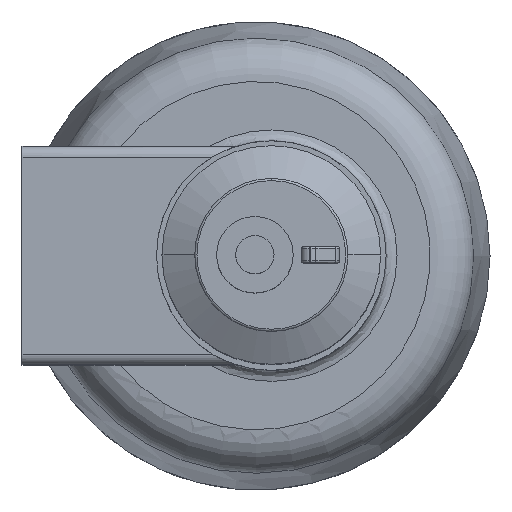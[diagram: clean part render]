
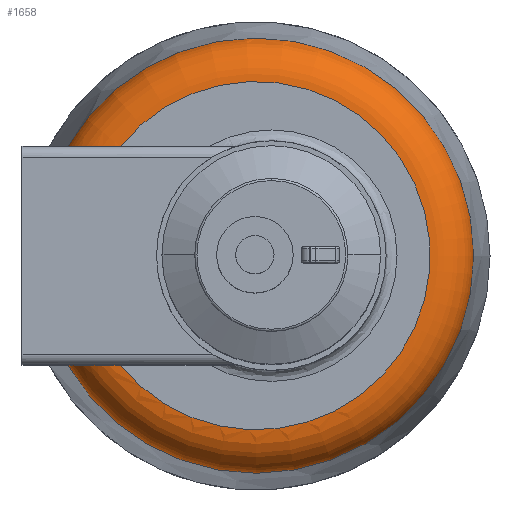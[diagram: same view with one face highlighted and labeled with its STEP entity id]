
A CAD part, top view. The second image highlights one B-rep face of the part: STEP entity #1658.
In plain terms, the highlighted toroidal (fillet/blend) face has major radius 159.286 mm and minor radius 40 mm.
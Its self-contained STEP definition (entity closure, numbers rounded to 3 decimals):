
#881=CARTESIAN_POINT('',(41.951,-100.0,34.774));
#882=VERTEX_POINT('',#881);
#896=CARTESIAN_POINT('',(90.016,-100.,70.0));
#897=VERTEX_POINT('',#896);
#898=CARTESIAN_POINT('',(90.016,-100.,70.));
#899=CARTESIAN_POINT('',(86.711,-100.,70.));
#900=CARTESIAN_POINT('',(83.091,-100.,69.737));
#901=CARTESIAN_POINT('',(75.975,-100.,68.527));
#902=CARTESIAN_POINT('',(72.478,-100.,67.577));
#903=CARTESIAN_POINT('',(66.738,-100.,65.433));
#904=CARTESIAN_POINT('',(63.931,-100.,64.125));
#905=CARTESIAN_POINT('',(58.646,-100.,60.967));
#906=CARTESIAN_POINT('',(56.171,-100.,59.113));
#907=CARTESIAN_POINT('',(52.232,-100.,55.514));
#908=CARTESIAN_POINT('',(50.364,-100.,53.485));
#909=CARTESIAN_POINT('',(47.122,-100.,49.07));
#910=CARTESIAN_POINT('',(45.749,-100.0,46.682));
#911=CARTESIAN_POINT('',(43.769,-100.,42.259));
#912=CARTESIAN_POINT('',(42.947,-100.0,39.839));
#913=CARTESIAN_POINT('',(42.224,-100.0,36.499));
#914=CARTESIAN_POINT('',(42.07,-100.0,35.635));
#915=CARTESIAN_POINT('',(41.951,-100.0,34.774));
#916=B_SPLINE_CURVE_WITH_KNOTS('',3,(#898,#899,#900,#901,#902,#903,#904,#905,#906,#907,#908,#909,#910,#911,#912,#913,#914,#915),.UNSPECIFIED.,.F.,.U.,(4,2,2,2,2,2,2,2,4),(21.166,22.158,23.15,23.996,24.843,25.597,26.351,27.051,27.292),.UNSPECIFIED.);
#917=EDGE_CURVE('',#897,#882,#916,.T.);
#1028=CARTESIAN_POINT('',(90.016,100.0,70.));
#1029=VERTEX_POINT('',#1028);
#1036=CARTESIAN_POINT('',(41.951,100.,34.774));
#1037=VERTEX_POINT('',#1036);
#1038=CARTESIAN_POINT('',(41.951,100.,34.774));
#1039=CARTESIAN_POINT('',(42.087,100.,35.753));
#1040=CARTESIAN_POINT('',(42.266,100.0,36.737));
#1041=CARTESIAN_POINT('',(43.079,100.0,40.309));
#1042=CARTESIAN_POINT('',(43.982,100.0,42.835));
#1043=CARTESIAN_POINT('',(46.16,100.0,47.452));
#1044=CARTESIAN_POINT('',(47.673,100.,49.937));
#1045=CARTESIAN_POINT('',(51.235,100.,54.494));
#1046=CARTESIAN_POINT('',(53.282,100.0,56.568));
#1047=CARTESIAN_POINT('',(57.381,100.0,60.036));
#1048=CARTESIAN_POINT('',(59.818,100.0,61.74));
#1049=CARTESIAN_POINT('',(64.983,100.0,64.64));
#1050=CARTESIAN_POINT('',(67.709,100.0,65.839));
#1051=CARTESIAN_POINT('',(73.243,100.0,67.793));
#1052=CARTESIAN_POINT('',(76.594,100.0,68.658));
#1053=CARTESIAN_POINT('',(83.403,100.0,69.76));
#1054=CARTESIAN_POINT('',(86.86,100.0,70.));
#1055=CARTESIAN_POINT('',(90.016,100.0,70.));
#1056=B_SPLINE_CURVE_WITH_KNOTS('',3,(#1038,#1039,#1040,#1041,#1042,#1043,#1044,#1045,#1046,#1047,#1048,#1049,#1050,#1051,#1052,#1053,#1054,#1055),.UNSPECIFIED.,.F.,.U.,(4,2,2,2,2,2,2,2,4),(0.459,0.734,1.469,2.266,3.063,3.877,4.69,5.637,6.584),.UNSPECIFIED.);
#1057=EDGE_CURVE('',#1037,#1029,#1056,.T.);
#1100=CARTESIAN_POINT('',(214.0,0.,70.));
#1101=DIRECTION('',(0.0,0.0,-1.0));
#1102=DIRECTION('',(-1.0,0.0,0.0));
#1103=AXIS2_PLACEMENT_3D('',#1100,#1101,#1102);
#1104=CIRCLE('',#1103,159.286);
#1105=EDGE_CURVE('',#1029,#897,#1104,.T.);
#1641=CARTESIAN_POINT('',(214.0,0.,30.0));
#1642=DIRECTION('',(0.0,0.,-1.0));
#1643=DIRECTION('',(0.0,-1.0,0.0));
#1644=AXIS2_PLACEMENT_3D('',#1641,#1642,#1643);
#1645=TOROIDAL_SURFACE('',#1644,159.286,40.);
#1646=ORIENTED_EDGE('',*,*,#917,.T.);
#1647=CARTESIAN_POINT('',(214.0,0.,34.774));
#1648=DIRECTION('',(0.0,0.0,-1.0));
#1649=DIRECTION('',(-1.0,0.0,0.0));
#1650=AXIS2_PLACEMENT_3D('',#1647,#1648,#1649);
#1651=CIRCLE('',#1650,199.);
#1652=EDGE_CURVE('',#1037,#882,#1651,.T.);
#1653=ORIENTED_EDGE('',*,*,#1652,.F.);
#1654=ORIENTED_EDGE('',*,*,#1057,.T.);
#1655=ORIENTED_EDGE('',*,*,#1105,.T.);
#1656=EDGE_LOOP('',(#1646,#1653,#1654,#1655));
#1657=FACE_OUTER_BOUND('',#1656,.T.);
#1658=ADVANCED_FACE('',(#1657),#1645,.T.);
